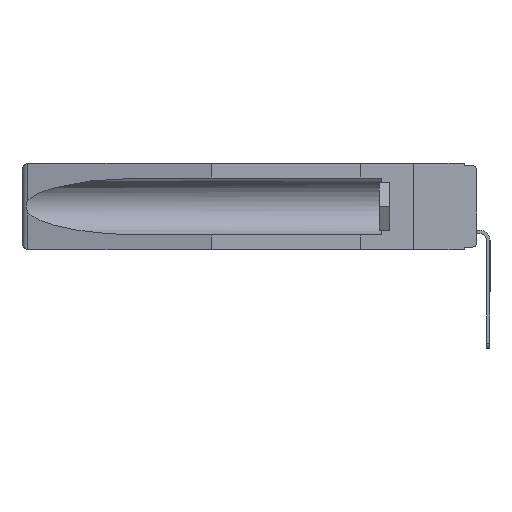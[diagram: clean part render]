
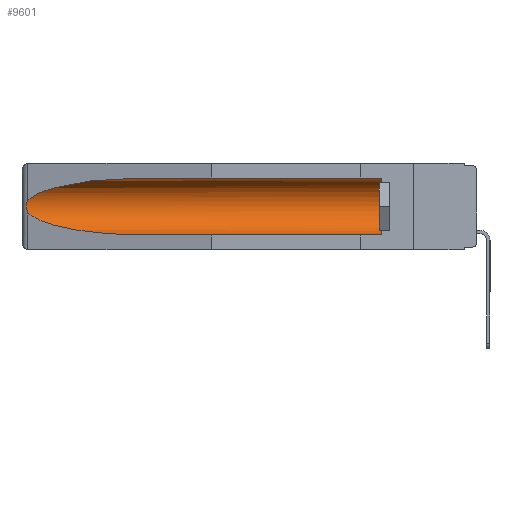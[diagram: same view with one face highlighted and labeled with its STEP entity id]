
A CAD part, left-side view. The second image highlights one B-rep face of the part: STEP entity #9601.
In plain terms, the highlighted cylindrical face has radius 2.857 mm (diameter 5.715 mm), a partial arc.
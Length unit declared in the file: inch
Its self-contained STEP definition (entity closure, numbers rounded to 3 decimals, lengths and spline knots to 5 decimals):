
#87 = CARTESIAN_POINT ( 'NONE',  ( 0.25451, 1.48313, -0.24835 ) ) ;
#548 = ORIENTED_EDGE ( 'NONE', *, *, #7825, .T. ) ;
#984 = B_SPLINE_CURVE_WITH_KNOTS ( 'NONE', 3,
 ( #1008, #8937, #2097, #8629, #7373, #9883, #6121, #2013, #4684, #8380 ),
 .UNSPECIFIED., .F., .F.,
 ( 4, 2, 2, 2, 4 ),
 ( 0., 0.00029, 0.00058, 0.00087, 0.00117 ),
 .UNSPECIFIED. ) ;
#1008 = CARTESIAN_POINT ( 'NONE',  ( 0.26537, 1.52718, -0.14972 ) ) ;
#1031 = FACE_OUTER_BOUND ( 'NONE', #14719, .T. ) ;
#1135 = EDGE_CURVE ( 'NONE', #12575, #15692, #3244, .T. ) ;
#1352 = VERTEX_POINT ( 'NONE', #14901 ) ;
#2013 = CARTESIAN_POINT ( 'NONE',  ( 0.26655, 1.53094, -0.18657 ) ) ;
#2097 = CARTESIAN_POINT ( 'NONE',  ( 0.26654, 1.53092, -0.15636 ) ) ;
#2684 = VERTEX_POINT ( 'NONE', #8397 ) ;
#2757 = DIRECTION ( 'NONE',  ( 0., 0., 1. ) ) ;
#2778 = LINE ( 'NONE', #6654, #5277 ) ;
#3145 = EDGE_CURVE ( 'NONE', #1352, #10565, #8587, .T. ) ;
#3244 =( BOUNDED_CURVE ( )  B_SPLINE_CURVE ( 3, ( #6454, #87, #10307, #15417 ),
 .UNSPECIFIED., .F., .F. ) 
 B_SPLINE_CURVE_WITH_KNOTS ( ( 4, 4 ),
 ( 0.1948, 1.5708 ),
 .UNSPECIFIED. ) 
 CURVE ( )  GEOMETRIC_REPRESENTATION_ITEM ( )  RATIONAL_B_SPLINE_CURVE ( ( 1., 0.848, 0.848, 1. ) ) 
 REPRESENTATION_ITEM ( '' )  );
#3460 = DIRECTION ( 'NONE',  ( 0., -1., 0. ) ) ;
#4108 = ORIENTED_EDGE ( 'NONE', *, *, #3145, .T. ) ;
#4273 = ORIENTED_EDGE ( 'NONE', *, *, #7215, .T. ) ;
#4684 = CARTESIAN_POINT ( 'NONE',  ( 0.26597, 1.5296, -0.19026 ) ) ;
#5256 = EDGE_CURVE ( 'NONE', #10600, #1352, #2778, .T. ) ;
#5277 = VECTOR ( 'NONE', #14177, 39.37008 ) ;
#5318 = CARTESIAN_POINT ( 'NONE',  ( 0.155, 1.07973, -0.059 ) ) ;
#5471 = CARTESIAN_POINT ( 'NONE',  ( 0.26537, 1.52718, -0.14972 ) ) ;
#5735 = CIRCLE ( 'NONE', #8149, 0.1125 ) ;
#6121 = CARTESIAN_POINT ( 'NONE',  ( 0.2673, 1.53269, -0.17917 ) ) ;
#6454 = CARTESIAN_POINT ( 'NONE',  ( 0.26537, 1.52718, -0.19328 ) ) ;
#6654 = CARTESIAN_POINT ( 'NONE',  ( 0.155, -0.30754, -0.059 ) ) ;
#6673 = CARTESIAN_POINT ( 'NONE',  ( 0.25451, 1.48313, -0.09465 ) ) ;
#6901 = CARTESIAN_POINT ( 'NONE',  ( 0.26537, 1.52718, -0.19328 ) ) ;
#7146 = ORIENTED_EDGE ( 'NONE', *, *, #9213, .F. ) ;
#7215 = EDGE_CURVE ( 'NONE', #10565, #12575, #984, .T. ) ;
#7373 = CARTESIAN_POINT ( 'NONE',  ( 0.2675, 1.53308, -0.16763 ) ) ;
#7478 = CYLINDRICAL_SURFACE ( 'NONE', #12823, 0.1125 ) ;
#7654 = ORIENTED_EDGE ( 'NONE', *, *, #5256, .T. ) ;
#7825 = EDGE_CURVE ( 'NONE', #2684, #10600, #5735, .T. ) ;
#7902 = LINE ( 'NONE', #9242, #9066 ) ;
#8149 = AXIS2_PLACEMENT_3D ( 'NONE', #9049, #3460, #8581 ) ;
#8380 = CARTESIAN_POINT ( 'NONE',  ( 0.26537, 1.52718, -0.19328 ) ) ;
#8397 = CARTESIAN_POINT ( 'NONE',  ( 0.155, 0.126, -0.284 ) ) ;
#8581 = DIRECTION ( 'NONE',  ( 0., 0., 1. ) ) ;
#8587 =( BOUNDED_CURVE ( )  B_SPLINE_CURVE ( 3, ( #5318, #10430, #6673, #14035 ),
 .UNSPECIFIED., .F., .T. ) 
 B_SPLINE_CURVE_WITH_KNOTS ( ( 4, 4 ),
 ( 4.71239, 6.08839 ),
 .UNSPECIFIED. ) 
 CURVE ( )  GEOMETRIC_REPRESENTATION_ITEM ( )  RATIONAL_B_SPLINE_CURVE ( ( 1., 0.848, 0.848, 1. ) ) 
 REPRESENTATION_ITEM ( '' )  );
#8629 = CARTESIAN_POINT ( 'NONE',  ( 0.2673, 1.5327, -0.16383 ) ) ;
#8729 = CARTESIAN_POINT ( 'NONE',  ( 0.155, 1.07973, -0.284 ) ) ;
#8937 = CARTESIAN_POINT ( 'NONE',  ( 0.26597, 1.52961, -0.15275 ) ) ;
#9049 = CARTESIAN_POINT ( 'NONE',  ( 0.155, 0.126, -0.1715 ) ) ;
#9066 = VECTOR ( 'NONE', #13008, 39.37008 ) ;
#9157 = CARTESIAN_POINT ( 'NONE',  ( 0.155, 0.126, -0.059 ) ) ;
#9213 = EDGE_CURVE ( 'NONE', #2684, #15692, #7902, .T. ) ;
#9242 = CARTESIAN_POINT ( 'NONE',  ( 0.155, -0.30754, -0.284 ) ) ;
#9601 = ADVANCED_FACE ( 'NONE', ( #1031 ), #7478, .F. ) ;
#9883 = CARTESIAN_POINT ( 'NONE',  ( 0.2675, 1.53308, -0.17534 ) ) ;
#10307 = CARTESIAN_POINT ( 'NONE',  ( 0.21114, 1.30732, -0.284 ) ) ;
#10430 = CARTESIAN_POINT ( 'NONE',  ( 0.21114, 1.30732, -0.059 ) ) ;
#10565 = VERTEX_POINT ( 'NONE', #5471 ) ;
#10600 = VERTEX_POINT ( 'NONE', #9157 ) ;
#11495 = DIRECTION ( 'NONE',  ( 0., 1., 0. ) ) ;
#12575 = VERTEX_POINT ( 'NONE', #6901 ) ;
#12583 = CARTESIAN_POINT ( 'NONE',  ( 0.155, -0.30754, -0.1715 ) ) ;
#12823 = AXIS2_PLACEMENT_3D ( 'NONE', #12583, #11495, #2757 ) ;
#13008 = DIRECTION ( 'NONE',  ( 0., 1., 0. ) ) ;
#14035 = CARTESIAN_POINT ( 'NONE',  ( 0.26537, 1.52718, -0.14972 ) ) ;
#14177 = DIRECTION ( 'NONE',  ( 0., 1., 0. ) ) ;
#14719 = EDGE_LOOP ( 'NONE', ( #4108, #4273, #15289, #7146, #548, #7654 ) ) ;
#14901 = CARTESIAN_POINT ( 'NONE',  ( 0.155, 1.07973, -0.059 ) ) ;
#15289 = ORIENTED_EDGE ( 'NONE', *, *, #1135, .T. ) ;
#15417 = CARTESIAN_POINT ( 'NONE',  ( 0.155, 1.07973, -0.284 ) ) ;
#15692 = VERTEX_POINT ( 'NONE', #8729 ) ;
